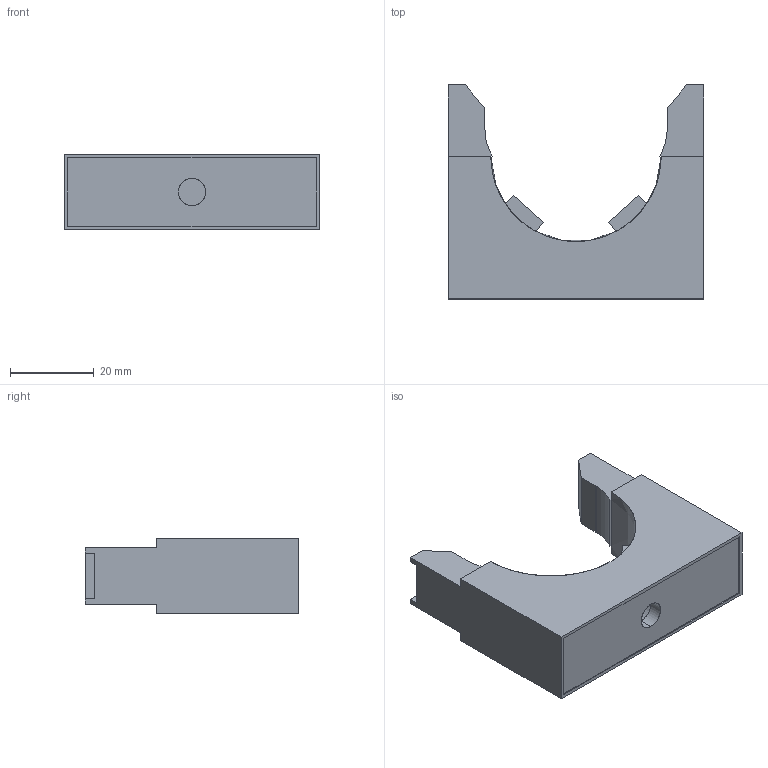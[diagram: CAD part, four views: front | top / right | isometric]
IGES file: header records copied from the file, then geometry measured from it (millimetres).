
Start section: SolidWorks IGES file using analytic representation for surfaces
Global section: file name: MB-36-BK.IGS; native system: SolidWorks 2008; preprocessor: SolidWorks 2008; author: Owner; date: 100520.174657; units: inch
Bounding box: 60.96 x 51.05 x 18.03 mm (x, y, z)
Surface area: 8625.5 mm2 (no closed solid volume)
Topology: 0 solids, 0 shells, 54 faces, 480 edges, 480 vertices
Faces by surface type: bspline 46, revolution 8
